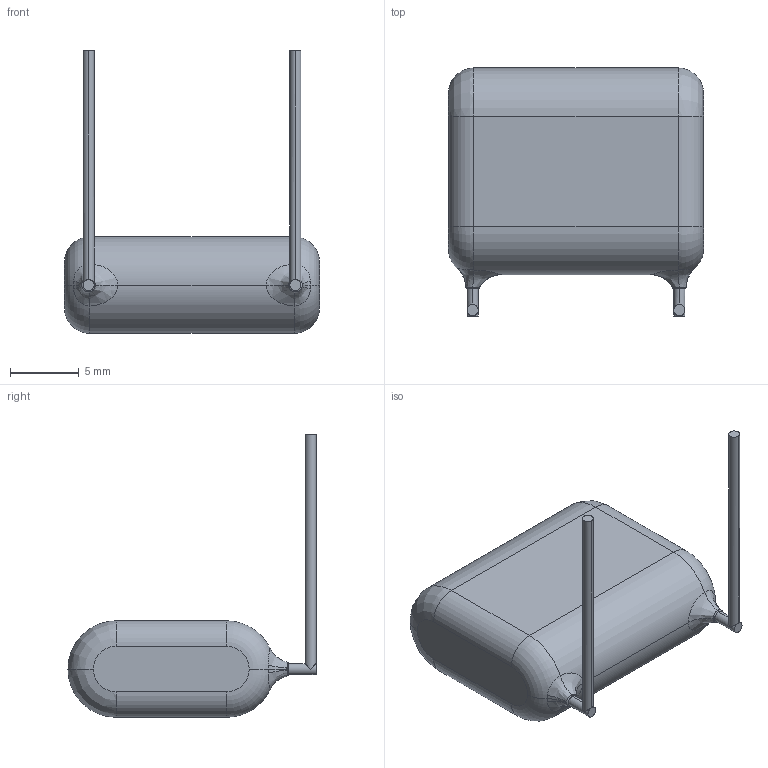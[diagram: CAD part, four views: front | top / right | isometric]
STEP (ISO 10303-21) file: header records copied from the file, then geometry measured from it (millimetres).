
FILE_DESCRIPTION(('FreeCAD Model'),'2;1');
FILE_NAME('Open CASCADE Shape Model','2025-01-13T15:43:00',('Author'),( ''),'Open CASCADE STEP processor 7.7','FreeCAD','Unknown');
FILE_SCHEMA(('AUTOMOTIVE_DESIGN { 1 0 10303 214 1 1 1 1 }'));
Length unit declared in the file: millimetre
Products named in the file (4): poly_cap_horizontal; ECQE1225JF002; Connect; Connect001
Assembly tree (3 placements, depth 2):
  poly_cap_horizontal
    ECQE1225JF002
    Connect
    Connect001
Bounding box: 18.5 x 18 x 20.5 mm (x, y, z)
Volume: 1718.8 mm3; surface area: 930.2 mm2
Topology: 3 solids, 3 shells, 56 faces, 126 edges, 76 vertices
Faces by surface type: cylinder 18, plane 12, bspline 12, revolution 8, torus 4, cone 2
Entity records: 2185 total; most frequent: CARTESIAN_POINT 882, DIRECTION 260, ORIENTED_EDGE 252, EDGE_CURVE 126, AXIS2_PLACEMENT_3D 114, VERTEX_POINT 76, CIRCLE 62, FACE_BOUND 58
